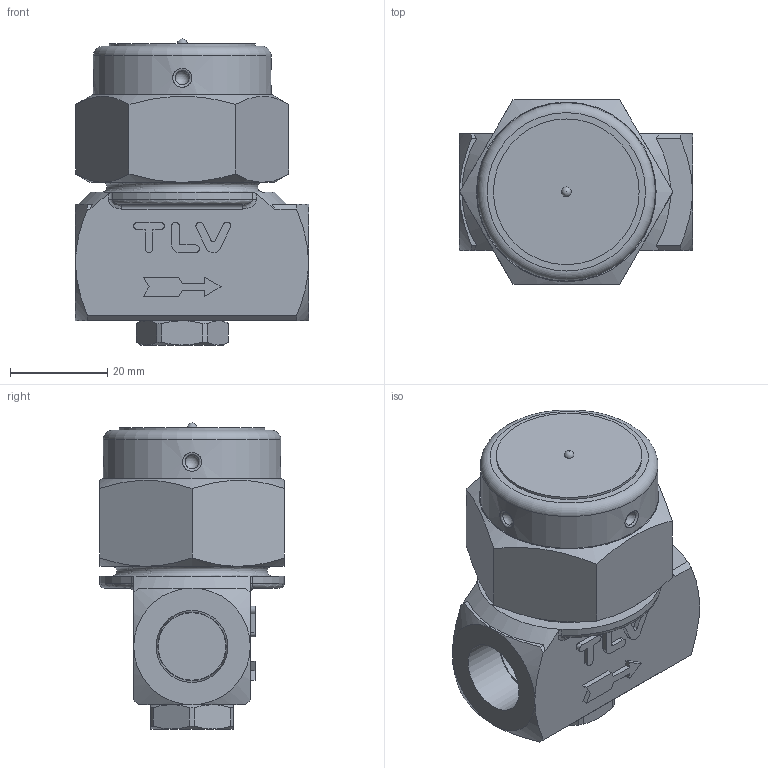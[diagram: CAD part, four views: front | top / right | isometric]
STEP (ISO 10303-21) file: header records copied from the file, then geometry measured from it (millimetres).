
FILE_DESCRIPTION((''),'2;1');
FILE_NAME('p21s0-010-screw-00.stp','2010-01-26T16:34:05',('nakaot'),(''),'Autodesk Inventor 2008','Autodesk Inventor 2008','');
FILE_SCHEMA(('AUTOMOTIVE_DESIGN { 1 0 10303 214 1 1 1 1 }'));
Length unit declared in the file: millimetre
Products named in the file (1): p21s0-010-screw-00
Bounding box: 48 x 38 x 63 mm (x, y, z)
Volume: 62777.6 mm3; surface area: 12145.6 mm2
Topology: 1 solids, 1 shells, 143 faces, 342 edges, 217 vertices
Faces by surface type: plane 62, cone 28, cylinder 27, bspline 18, sphere 5, torus 3
Full cylindrical faces by diameter (mm): 30 x1, 36.6 x1
Entity records: 5962 total; most frequent: CARTESIAN_POINT 2944, ORIENTED_EDGE 650, DIRECTION 578, EDGE_CURVE 325, AXIS2_PLACEMENT_3D 225, VERTEX_POINT 211, EDGE_LOOP 170, FACE_OUTER_BOUND 143
